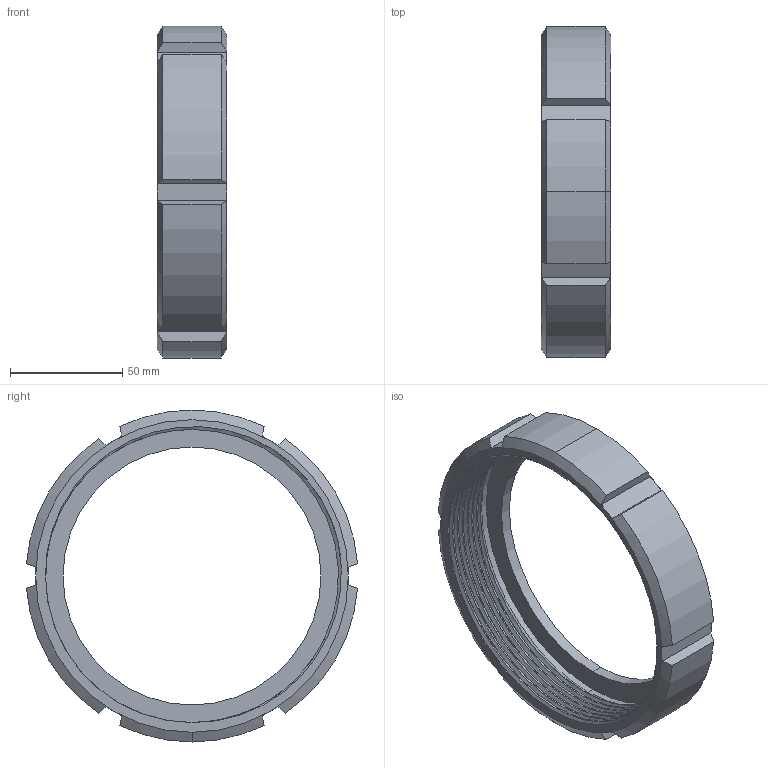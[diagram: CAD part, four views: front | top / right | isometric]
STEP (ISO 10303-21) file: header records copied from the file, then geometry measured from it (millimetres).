
FILE_DESCRIPTION (( 'STEP AP203' ), '1' );
FILE_NAME ('3D-M2003P_DN100_174052060.STEP', '2024-09-11T17:49:23', ( '' ), ( '' ), 'SwSTEP 2.0', 'SolidWorks 2024', '' );
FILE_SCHEMA (( 'CONFIG_CONTROL_DESIGN' ));
Length unit declared in the file: millimetre
Products named in the file (1): 3D-M2003P_DN100_174052060
Bounding box: 31 x 147.59 x 148 mm (x, y, z)
Volume: 111669 mm3; surface area: 45797.6 mm2
Topology: 1 solids, 1 shells, 67 faces, 175 edges, 111 vertices
Faces by surface type: cylinder 26, plane 22, cone 16, bspline 3
Entity records: 3813 total; most frequent: CARTESIAN_POINT 2275, ORIENTED_EDGE 350, DIRECTION 257, EDGE_CURVE 175, VERTEX_POINT 111, AXIS2_PLACEMENT_3D 105, EDGE_LOOP 70, ADVANCED_FACE 67
